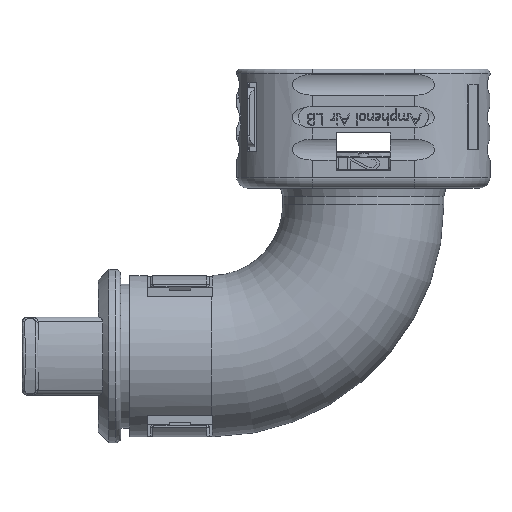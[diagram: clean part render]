
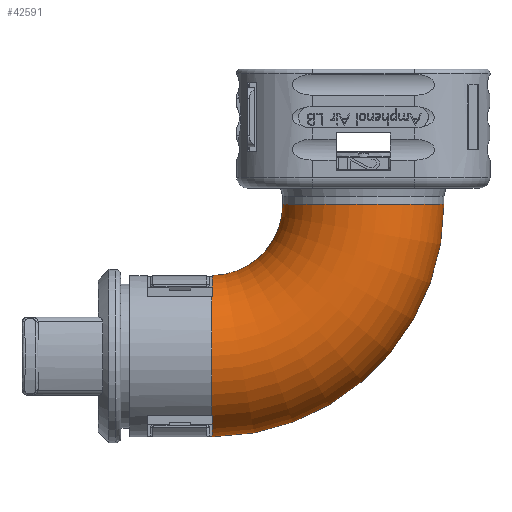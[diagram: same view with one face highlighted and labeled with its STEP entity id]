
A CAD part, front view. The second image highlights one B-rep face of the part: STEP entity #42591.
In plain terms, the highlighted toroidal (fillet/blend) face has major radius 14.025 mm and minor radius 7.45 mm.
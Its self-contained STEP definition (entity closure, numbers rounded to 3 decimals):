
#14863=CARTESIAN_POINT('',(-14.025,0.975,-3.1));
#14864=DIRECTION('',(0.,1.,0.));
#14865=DIRECTION('',(1.,0.,0.));
#14866=AXIS2_PLACEMENT_3D('',#14863,#14864,#14865);
#14981=CARTESIAN_POINT('',(0.,0.,-3.1));
#14982=DIRECTION('',(0.,0.,1.));
#14983=DIRECTION('',(0.,-1.,0.));
#14984=AXIS2_PLACEMENT_3D('',#14981,#14982,#14983);
#14986=CARTESIAN_POINT('',(0.,0.,-3.1));
#14987=DIRECTION('',(0.,0.,1.));
#14988=DIRECTION('',(-0.991,0.131,0.));
#14989=AXIS2_PLACEMENT_3D('',#14986,#14987,#14988);
#15000=CARTESIAN_POINT('',(-13.95,0.975,-9.739));
#15001=CARTESIAN_POINT('',(-13.95,0.667,
-9.698));
#15002=CARTESIAN_POINT('',(-13.95,0.051,
-9.656));
#15003=CARTESIAN_POINT('',(-13.95,-0.878,
-9.707));
#15004=CARTESIAN_POINT('',(-13.95,-1.792,
-9.874));
#15005=CARTESIAN_POINT('',(-13.95,-2.679,
-10.152));
#15006=CARTESIAN_POINT('',(-13.95,-3.524,
-10.539));
#15007=CARTESIAN_POINT('',(-13.95,-4.315,
-11.028));
#15008=CARTESIAN_POINT('',(-13.95,-4.796,
-11.415));
#15009=CARTESIAN_POINT('',(-13.95,-5.026,-11.625));
#15011=CARTESIAN_POINT('',(-14.025,0.975,-3.1));
#15012=DIRECTION('',(0.,1.,0.));
#15013=DIRECTION('',(1.,0.,0.));
#15014=AXIS2_PLACEMENT_3D('',#15011,#15012,#15013);
#15016=CARTESIAN_POINT('',(-13.95,-5.025,-22.625));
#15017=CARTESIAN_POINT('',(-13.95,-4.796,
-22.835));
#15018=CARTESIAN_POINT('',(-13.95,-4.315,
-23.222));
#15019=CARTESIAN_POINT('',(-13.95,-3.523,
-23.711));
#15020=CARTESIAN_POINT('',(-13.95,-2.679,
-24.097));
#15021=CARTESIAN_POINT('',(-13.95,-1.792,
-24.376));
#15022=CARTESIAN_POINT('',(-13.95,-0.878,
-24.542));
#15023=CARTESIAN_POINT('',(-13.95,0.051,
-24.594));
#15024=CARTESIAN_POINT('',(-13.95,0.667,
-24.551));
#15025=CARTESIAN_POINT('',(-13.95,0.975,-24.511));
#15027=CARTESIAN_POINT('',(-14.025,-5.025,-22.625));
#15028=CARTESIAN_POINT('',(-14.017,-5.025,-22.625));
#15029=CARTESIAN_POINT('',(-14.,-5.025,-22.625));
#15030=CARTESIAN_POINT('',(-13.975,-5.025,-22.625));
#15031=CARTESIAN_POINT('',(-13.958,-5.025,-22.625));
#15032=CARTESIAN_POINT('',(-13.95,-5.025,-22.625));
#15034=CARTESIAN_POINT('',(-13.95,-5.026,-11.625));
#15035=CARTESIAN_POINT('',(-13.958,-5.025,-11.625));
#15036=CARTESIAN_POINT('',(-13.975,-5.025,-11.625));
#15037=CARTESIAN_POINT('',(-14.,-5.025,-11.625));
#15038=CARTESIAN_POINT('',(-14.017,-5.025,-11.625));
#15039=CARTESIAN_POINT('',(-14.025,-5.025,-11.625));
#15107=CARTESIAN_POINT('',(-14.025,0.,-17.125));
#15108=DIRECTION('',(-1.,0.,0.));
#15109=DIRECTION('',(0.,-0.675,-0.738));
#15110=AXIS2_PLACEMENT_3D('',#15107,#15108,#15109);
#19266=CARTESIAN_POINT('',(7.386,0.975,-3.1));
#19267=VERTEX_POINT('',#19266);
#19275=CARTESIAN_POINT('',(-7.386,0.975,-3.1));
#19276=CARTESIAN_POINT('',(0.,-7.45,-3.1));
#19277=VERTEX_POINT('',#19275);
#19278=VERTEX_POINT('',#19276);
#19307=CARTESIAN_POINT('',(-14.025,-5.025,-11.625));
#19308=VERTEX_POINT('',#19307);
#19309=CARTESIAN_POINT('',(-14.025,-5.025,-22.625));
#19310=VERTEX_POINT('',#19309);
#19311=CARTESIAN_POINT('',(-13.95,-5.026,-11.625));
#19312=VERTEX_POINT('',#19311);
#19313=CARTESIAN_POINT('',(-13.95,-5.025,-22.625));
#19314=VERTEX_POINT('',#19313);
#19349=CARTESIAN_POINT('',(-13.95,0.975,-9.739));
#19350=VERTEX_POINT('',#19349);
#19351=CARTESIAN_POINT('',(-13.95,0.975,-24.511));
#19352=VERTEX_POINT('',#19351);
#42570=CARTESIAN_POINT('',(-14.025,0.,-3.1));
#42571=DIRECTION('',(0.,1.,0.));
#42572=DIRECTION('',(-1.,0.,0.));
#42573=AXIS2_PLACEMENT_3D('',#42570,#42571,#42572);
#42574=TOROIDAL_SURFACE('',#42573,14.025,7.45);
#42576=ORIENTED_EDGE('',*,*,#42575,.F.);
#42577=ORIENTED_EDGE('',*,*,#42472,.F.);
#42578=ORIENTED_EDGE('',*,*,#42563,.T.);
#42579=ORIENTED_EDGE('',*,*,#42561,.T.);
#42580=ORIENTED_EDGE('',*,*,#23779,.T.);
#42582=ORIENTED_EDGE('',*,*,#42581,.F.);
#42584=ORIENTED_EDGE('',*,*,#42583,.F.);
#42586=ORIENTED_EDGE('',*,*,#42585,.T.);
#42588=ORIENTED_EDGE('',*,*,#42587,.F.);
#42589=EDGE_LOOP('',(#42576,#42577,#42578,#42579,#42580,#42582,#42584,#42586,
#42588));
#42590=FACE_OUTER_BOUND('',#42589,.F.);
#42591=ADVANCED_FACE('',(#42590),#42574,.T.);
#14867=CIRCLE('',#14866,6.639);
#14985=CIRCLE('',#14984,7.45);
#14990=CIRCLE('',#14989,7.45);
#15010=B_SPLINE_CURVE_WITH_KNOTS('',3,(#15000,#15001,#15002,#15003,#15004,
#15005,#15006,#15007,#15008,#15009),.UNSPECIFIED.,.F.,.F.,(4,1,1,1,1,1,1,4),(
0.,0.143,0.286,0.429,0.571,
0.714,0.857,1.),.UNSPECIFIED.);
#15015=CIRCLE('',#15014,21.411);
#15026=B_SPLINE_CURVE_WITH_KNOTS('',3,(#15016,#15017,#15018,#15019,#15020,
#15021,#15022,#15023,#15024,#15025),.UNSPECIFIED.,.F.,.F.,(4,1,1,1,1,1,1,4),(
0.,0.143,0.286,0.429,0.571,
0.714,0.857,1.),.UNSPECIFIED.);
#15033=B_SPLINE_CURVE_WITH_KNOTS('',3,(#15027,#15028,#15029,#15030,#15031,
#15032),.UNSPECIFIED.,.F.,.F.,(4,1,1,4),(0.,0.333,
0.667,1.),.UNSPECIFIED.);
#15040=B_SPLINE_CURVE_WITH_KNOTS('',3,(#15034,#15035,#15036,#15037,#15038,
#15039),.UNSPECIFIED.,.F.,.F.,(4,1,1,4),(0.,0.333,
0.667,1.),.UNSPECIFIED.);
#15111=CIRCLE('',#15110,7.45);
#23779=EDGE_CURVE('',#19267,#19352,#15015,.T.);
#42472=EDGE_CURVE('',#19277,#19350,#14867,.T.);
#42561=EDGE_CURVE('',#19278,#19267,#14985,.T.);
#42563=EDGE_CURVE('',#19277,#19278,#14990,.T.);
#42575=EDGE_CURVE('',#19350,#19312,#15010,.T.);
#42581=EDGE_CURVE('',#19314,#19352,#15026,.T.);
#42583=EDGE_CURVE('',#19310,#19314,#15033,.T.);
#42585=EDGE_CURVE('',#19310,#19308,#15111,.T.);
#42587=EDGE_CURVE('',#19312,#19308,#15040,.T.);
